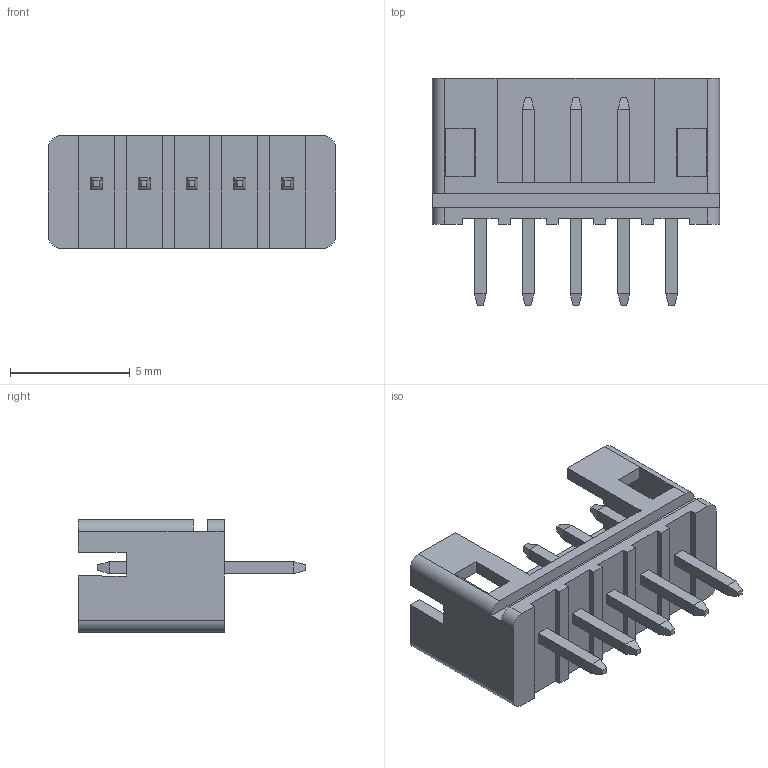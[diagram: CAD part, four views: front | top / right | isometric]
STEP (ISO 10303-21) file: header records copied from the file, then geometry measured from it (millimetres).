
FILE_DESCRIPTION (( 'STEP AP203' ), '1' );
FILE_NAME ('140-505-415-101.STEP', '2020-09-25T11:16:30', ( '' ), ( '' ), 'SwSTEP 2.0', 'SolidWorks 2020', '' );
FILE_SCHEMA (( 'CONFIG_CONTROL_DESIGN' ));
Length unit declared in the file: millimetre
Products named in the file (3): V LI Contact_Str; 140-505-415-101; V LI Housing_505
Assembly tree (6 placements, depth 2):
  140-505-415-101
    V LI Housing_505
    V LI Contact_Str  x5
Bounding box: 12 x 9.5 x 4.7 mm (x, y, z)
Volume: 138.1 mm3; surface area: 507.9 mm2
Topology: 6 solids, 6 shells, 150 faces, 376 edges, 236 vertices
Faces by surface type: plane 144, cylinder 6
Entity records: 3425 total; most frequent: CARTESIAN_POINT 539, ORIENTED_EDGE 528, DIRECTION 482, EDGE_CURVE 264, LINE 252, VECTOR 252, VERTEX_POINT 172, AXIS2_PLACEMENT_3D 115
